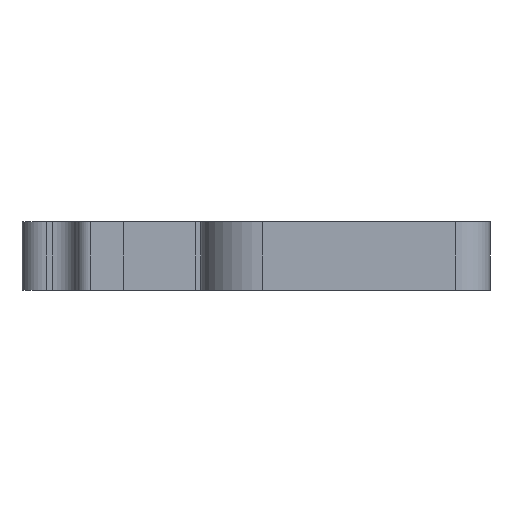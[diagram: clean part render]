
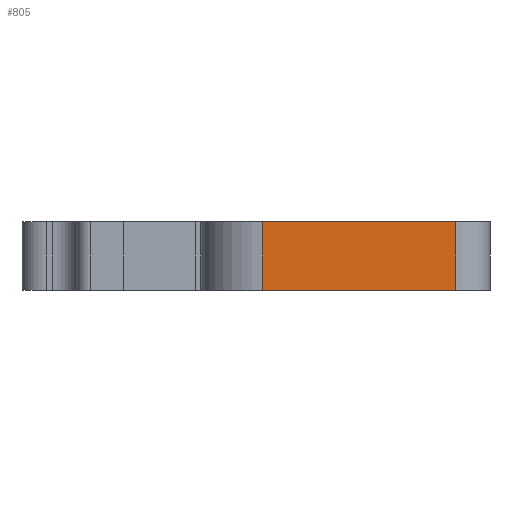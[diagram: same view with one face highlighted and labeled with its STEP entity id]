
A CAD part, front view. The second image highlights one B-rep face of the part: STEP entity #805.
In plain terms, the highlighted planar face has unit normal (0, -1, 0).
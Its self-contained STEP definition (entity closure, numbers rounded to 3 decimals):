
#33=PLANE('',#888);
#64=FACE_OUTER_BOUND('',#115,.T.);
#115=EDGE_LOOP('',(#663,#664,#665,#666));
#153=LINE('',#1182,#242);
#179=LINE('',#1267,#268);
#204=LINE('',#1325,#293);
#205=LINE('',#1327,#294);
#242=VECTOR('',#950,1000.);
#268=VECTOR('',#1010,1000.);
#293=VECTOR('',#1059,1000.);
#294=VECTOR('',#1062,1000.);
#363=VERTEX_POINT('',#1179);
#364=VERTEX_POINT('',#1181);
#405=VERTEX_POINT('',#1264);
#406=VERTEX_POINT('',#1266);
#444=EDGE_CURVE('',#363,#364,#153,.T.);
#486=EDGE_CURVE('',#406,#405,#179,.T.);
#516=EDGE_CURVE('',#363,#406,#204,.T.);
#517=EDGE_CURVE('',#364,#405,#205,.T.);
#663=ORIENTED_EDGE('',*,*,#486,.T.);
#664=ORIENTED_EDGE('',*,*,#517,.F.);
#665=ORIENTED_EDGE('',*,*,#444,.F.);
#666=ORIENTED_EDGE('',*,*,#516,.T.);
#805=ADVANCED_FACE('',(#64),#33,.F.);
#888=AXIS2_PLACEMENT_3D('',#1326,#1060,#1061);
#950=DIRECTION('',(1.,0.,0.));
#1010=DIRECTION('',(1.,0.,0.));
#1059=DIRECTION('',(0.,0.,-1.));
#1060=DIRECTION('center_axis',(0.,1.,0.));
#1061=DIRECTION('ref_axis',(-1.,0.,0.));
#1062=DIRECTION('',(0.,0.,-1.));
#1179=CARTESIAN_POINT('',(47.495,-20.551,5.));
#1181=CARTESIAN_POINT('',(61.495,-20.551,5.));
#1182=CARTESIAN_POINT('',(61.495,-20.551,5.));
#1264=CARTESIAN_POINT('',(61.495,-20.551,0.));
#1266=CARTESIAN_POINT('',(47.495,-20.551,0.));
#1267=CARTESIAN_POINT('',(61.495,-20.551,0.));
#1325=CARTESIAN_POINT('',(47.495,-20.551,5.));
#1326=CARTESIAN_POINT('Origin',(61.495,-20.551,5.));
#1327=CARTESIAN_POINT('',(61.495,-20.551,5.));
